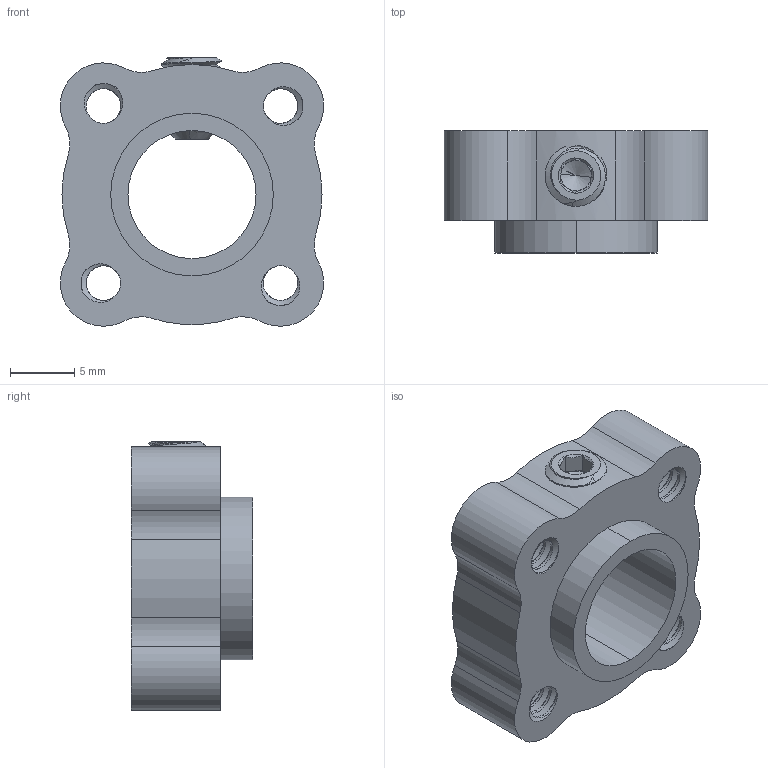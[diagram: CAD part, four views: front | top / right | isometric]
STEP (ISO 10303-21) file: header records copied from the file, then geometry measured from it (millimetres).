
FILE_DESCRIPTION (( 'STEP AP203' ), '1' );
FILE_NAME ('545640 assembly.STEP', '2016-08-17T18:47:18', ( '' ), ( '' ), 'SwSTEP 2.0', 'SolidWorks 2014', '' );
FILE_SCHEMA (( 'CONFIG_CONTROL_DESIGN' ));
Length unit declared in the file: inch
Products named in the file (3): 632138_91375A438; 545640; 545640 assembly
Assembly tree (2 placements, depth 2):
  545640 assembly
    545640
    632138_91375A438
Bounding box: 20.57 x 9.53 x 20.97 mm (x, y, z)
Volume: 2115.1 mm3; surface area: 2200.5 mm2
Topology: 2 solids, 2 shells, 266 faces, 766 edges, 501 vertices
Faces by surface type: cylinder 219, plane 16, cone 16, bspline 15
Entity records: 18702 total; most frequent: CARTESIAN_POINT 12654, ORIENTED_EDGE 1524, DIRECTION 925, EDGE_CURVE 762, VERTEX_POINT 501, AXIS2_PLACEMENT_3D 346, EDGE_LOOP 279, ADVANCED_FACE 266
